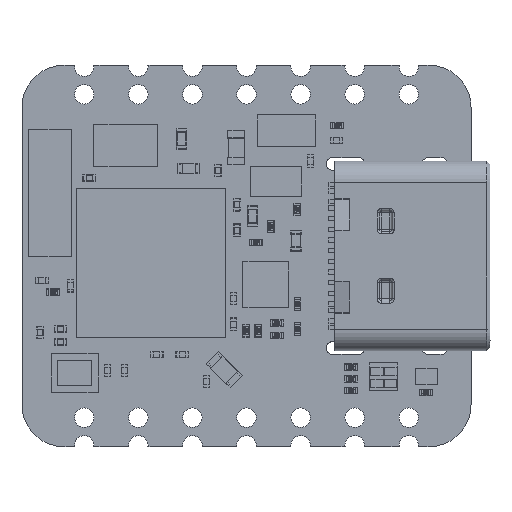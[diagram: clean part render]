
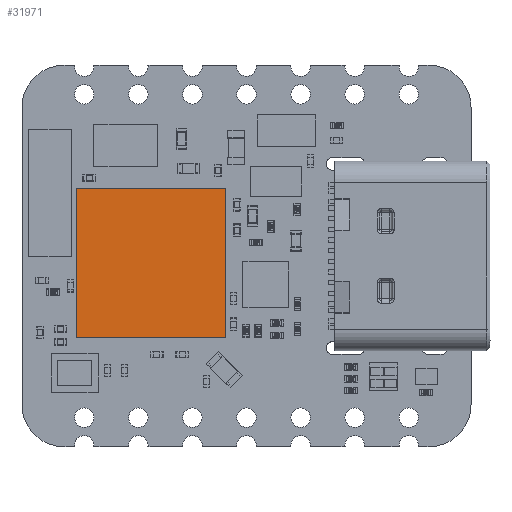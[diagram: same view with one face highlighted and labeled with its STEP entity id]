
A CAD part, top view. The second image highlights one B-rep face of the part: STEP entity #31971.
In plain terms, the highlighted planar face has unit normal (0, 0, 1).
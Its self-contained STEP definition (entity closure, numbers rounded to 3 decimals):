
#31842 = VERTEX_POINT('',#31843);
#31843 = CARTESIAN_POINT('',(-3.5,-3.5,1.));
#31849 = EDGE_CURVE('',#31842,#31850,#31852,.T.);
#31850 = VERTEX_POINT('',#31851);
#31851 = CARTESIAN_POINT('',(3.5,-3.5,1.));
#31852 = LINE('',#31853,#31854);
#31853 = CARTESIAN_POINT('',(-3.5,-3.5,1.));
#31854 = VECTOR('',#31855,1.);
#31855 = DIRECTION('',(1.,0.,0.));
#31880 = EDGE_CURVE('',#31850,#31881,#31883,.T.);
#31881 = VERTEX_POINT('',#31882);
#31882 = CARTESIAN_POINT('',(3.5,3.5,1.));
#31883 = LINE('',#31884,#31885);
#31884 = CARTESIAN_POINT('',(3.5,-3.5,1.));
#31885 = VECTOR('',#31886,1.);
#31886 = DIRECTION('',(0.,1.,0.));
#31911 = EDGE_CURVE('',#31881,#31912,#31914,.T.);
#31912 = VERTEX_POINT('',#31913);
#31913 = CARTESIAN_POINT('',(-3.5,3.5,1.));
#31914 = LINE('',#31915,#31916);
#31915 = CARTESIAN_POINT('',(3.5,3.5,1.));
#31916 = VECTOR('',#31917,1.);
#31917 = DIRECTION('',(-1.,0.,0.));
#31942 = EDGE_CURVE('',#31912,#31842,#31943,.T.);
#31943 = LINE('',#31944,#31945);
#31944 = CARTESIAN_POINT('',(-3.5,3.5,1.));
#31945 = VECTOR('',#31946,1.);
#31946 = DIRECTION('',(0.,-1.,0.));
#31971 = ADVANCED_FACE('',(#31972),#31978,.F.);
#31972 = FACE_BOUND('',#31973,.T.);
#31973 = EDGE_LOOP('',(#31974,#31975,#31976,#31977));
#31974 = ORIENTED_EDGE('',*,*,#31849,.T.);
#31975 = ORIENTED_EDGE('',*,*,#31880,.T.);
#31976 = ORIENTED_EDGE('',*,*,#31911,.T.);
#31977 = ORIENTED_EDGE('',*,*,#31942,.T.);
#31978 = PLANE('',#31979);
#31979 = AXIS2_PLACEMENT_3D('',#31980,#31981,#31982);
#31980 = CARTESIAN_POINT('',(-3.5,-3.5,1.));
#31981 = DIRECTION('',(0.,0.,-1.));
#31982 = DIRECTION('',(-1.,0.,0.));
